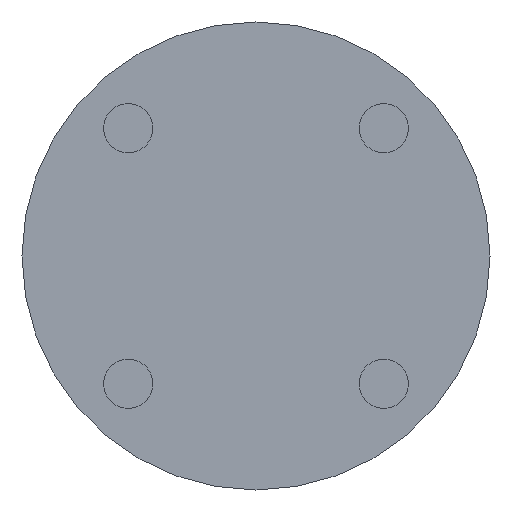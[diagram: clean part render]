
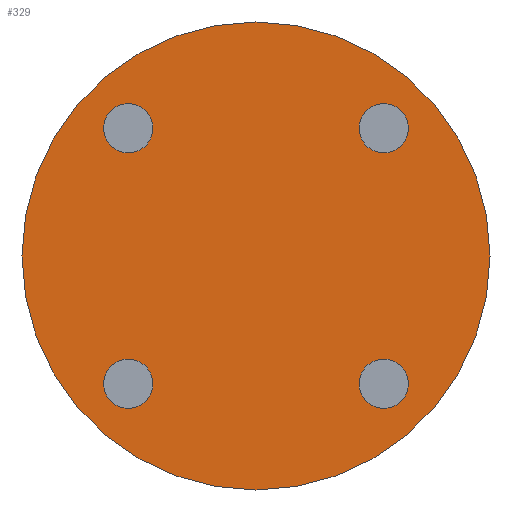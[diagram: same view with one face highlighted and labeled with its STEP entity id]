
A CAD part, front view. The second image highlights one B-rep face of the part: STEP entity #329.
In plain terms, the highlighted planar face has unit normal (0, -1, 0).
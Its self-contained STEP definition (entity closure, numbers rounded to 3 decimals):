
#18=FACE_BOUND('',#114,.T.);
#19=FACE_BOUND('',#115,.T.);
#20=FACE_BOUND('',#116,.T.);
#21=FACE_BOUND('',#117,.T.);
#33=PLANE('',#395);
#88=FACE_OUTER_BOUND('',#113,.T.);
#113=EDGE_LOOP('',(#293));
#114=EDGE_LOOP('',(#294));
#115=EDGE_LOOP('',(#295));
#116=EDGE_LOOP('',(#296));
#117=EDGE_LOOP('',(#297));
#137=CIRCLE('',#359,1.5);
#139=CIRCLE('',#362,1.5);
#141=CIRCLE('',#365,1.5);
#143=CIRCLE('',#368,1.5);
#150=CIRCLE('',#380,14.25);
#165=VERTEX_POINT('',#536);
#167=VERTEX_POINT('',#542);
#169=VERTEX_POINT('',#548);
#171=VERTEX_POINT('',#554);
#177=VERTEX_POINT('',#576);
#195=EDGE_CURVE('',#165,#165,#137,.T.);
#198=EDGE_CURVE('',#167,#167,#139,.T.);
#201=EDGE_CURVE('',#169,#169,#141,.T.);
#204=EDGE_CURVE('',#171,#171,#143,.T.);
#214=EDGE_CURVE('',#177,#177,#150,.T.);
#293=ORIENTED_EDGE('',*,*,#214,.T.);
#294=ORIENTED_EDGE('',*,*,#195,.F.);
#295=ORIENTED_EDGE('',*,*,#198,.F.);
#296=ORIENTED_EDGE('',*,*,#201,.F.);
#297=ORIENTED_EDGE('',*,*,#204,.F.);
#329=ADVANCED_FACE('',(#88,#18,#19,#20,#21),#33,.T.);
#359=AXIS2_PLACEMENT_3D('',#538,#426,#427);
#362=AXIS2_PLACEMENT_3D('',#544,#433,#434);
#365=AXIS2_PLACEMENT_3D('',#550,#440,#441);
#368=AXIS2_PLACEMENT_3D('',#556,#447,#448);
#380=AXIS2_PLACEMENT_3D('',#577,#474,#475);
#395=AXIS2_PLACEMENT_3D('',#603,#508,#509);
#426=DIRECTION('center_axis',(0.,-1.,0.));
#427=DIRECTION('ref_axis',(0.,0.,-1.));
#433=DIRECTION('center_axis',(0.,-1.,0.));
#434=DIRECTION('ref_axis',(0.,0.,-1.));
#440=DIRECTION('center_axis',(0.,-1.,0.));
#441=DIRECTION('ref_axis',(0.,0.,-1.));
#447=DIRECTION('center_axis',(0.,-1.,0.));
#448=DIRECTION('ref_axis',(0.,0.,-1.));
#474=DIRECTION('center_axis',(0.,-1.,0.));
#475=DIRECTION('ref_axis',(0.,0.,-1.));
#508=DIRECTION('center_axis',(0.,-1.,0.));
#509=DIRECTION('ref_axis',(0.,0.,-1.));
#536=CARTESIAN_POINT('',(7.778,0.,9.278));
#538=CARTESIAN_POINT('Origin',(7.778,0.,7.778));
#542=CARTESIAN_POINT('',(-7.778,0.,-6.278));
#544=CARTESIAN_POINT('Origin',(-7.778,0.,-7.778));
#548=CARTESIAN_POINT('',(-7.778,0.,9.278));
#550=CARTESIAN_POINT('Origin',(-7.778,0.,7.778));
#554=CARTESIAN_POINT('',(7.778,0.,-6.278));
#556=CARTESIAN_POINT('Origin',(7.778,0.,-7.778));
#576=CARTESIAN_POINT('',(0.,0.,14.25));
#577=CARTESIAN_POINT('Origin',(0.,0.,0.));
#603=CARTESIAN_POINT('Origin',(0.,0.,0.));
